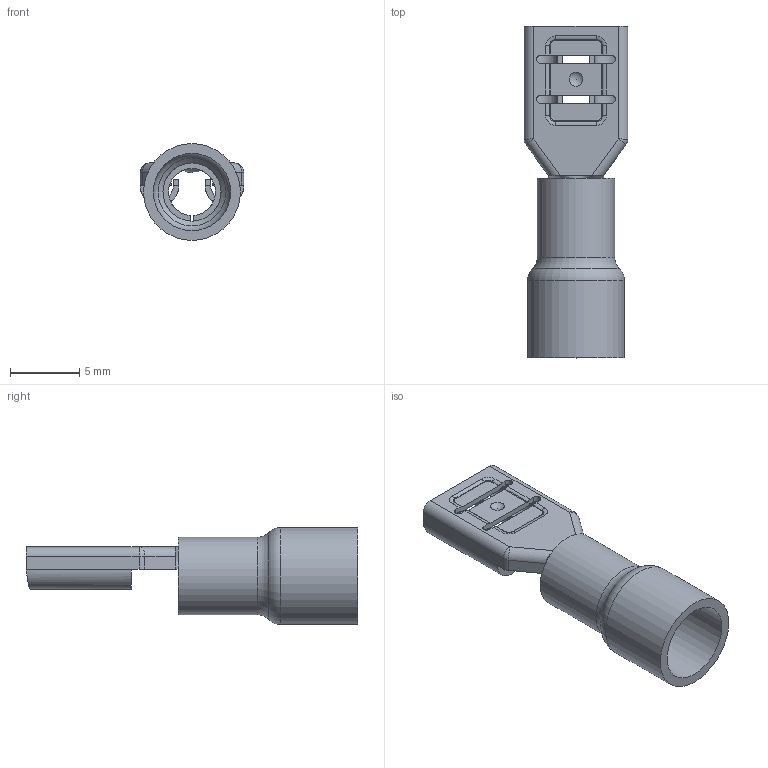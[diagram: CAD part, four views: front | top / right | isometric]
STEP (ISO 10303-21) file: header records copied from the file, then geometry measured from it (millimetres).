
FILE_DESCRIPTION(('STEP AP214'), '1');
FILE_NAME('FDD5.5-250', '', ('UNSPECIFIED'), ('UNSPECIFIED'), 'ASCON STEP Converter 1.6', 'ASCON Math Kernel', '');
FILE_SCHEMA(('AUTOMOTIVE_DESIGN { 1 0 10303 214 3 1 1}'));
Length unit declared in the file: millimetre
Bounding box: 7.5 x 24 x 7 mm (x, y, z)
Volume: 256.2 mm3; surface area: 994.2 mm2
Topology: 2 solids, 2 shells, 133 faces, 342 edges, 207 vertices
Faces by surface type: cylinder 58, plane 42, torus 19, bspline 6, sphere 6, cone 2
Full cylindrical faces by diameter (mm): 4.2 x1, 5.6 x2, 7 x1
Entity records: 6405 total; most frequent: CARTESIAN_POINT 2087, DIRECTION 703, ORIENTED_EDGE 650, EDGE_CURVE 325, AXIS2_PLACEMENT_3D 267, VERTEX_POINT 205, LINE 169, VECTOR 169
